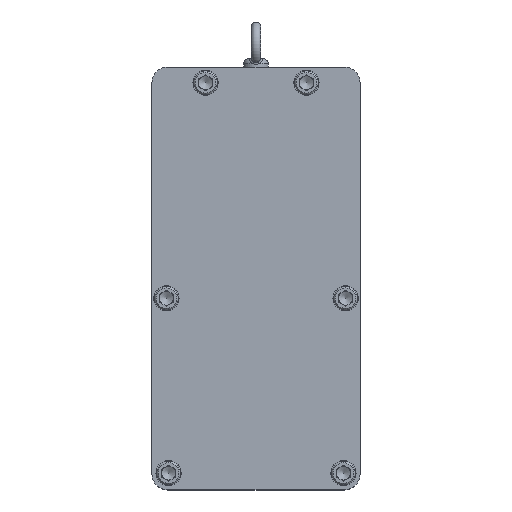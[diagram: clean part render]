
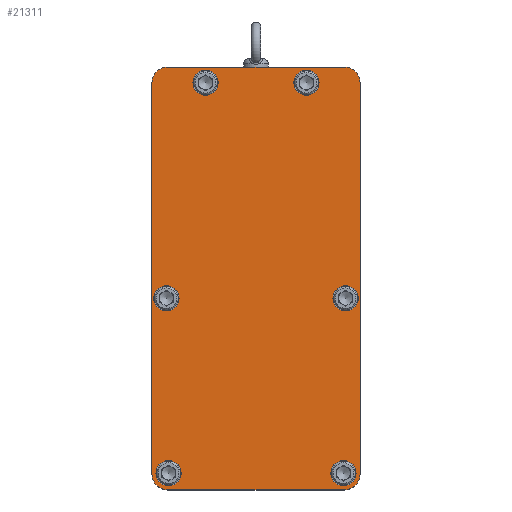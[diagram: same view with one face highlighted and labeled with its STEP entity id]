
A CAD part, top view. The second image highlights one B-rep face of the part: STEP entity #21311.
In plain terms, the highlighted planar face has unit normal (0, 0, 1).
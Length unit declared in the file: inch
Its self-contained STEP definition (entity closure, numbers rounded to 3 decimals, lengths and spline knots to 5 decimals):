
#24 = CARTESIAN_POINT ( 'NONE',  ( 4.125, -4.125, 12.0218 ) ) ;
#300 = DIRECTION ( 'NONE',  ( -1., 0., 0. ) ) ;
#319 = EDGE_CURVE ( 'NONE', #40196, #40196, #17461, .T. ) ;
#906 = DIRECTION ( 'NONE',  ( 0., -1., 0. ) ) ;
#944 = DIRECTION ( 'NONE',  ( 1., 0., 0. ) ) ;
#2041 = EDGE_CURVE ( 'NONE', #42870, #49470, #39404, .T. ) ;
#2491 = VERTEX_POINT ( 'NONE', #27828 ) ;
#2546 = CIRCLE ( 'NONE', #39492, 0.625 ) ;
#2558 = EDGE_LOOP ( 'NONE', ( #29775 ) ) ;
#2953 = AXIS2_PLACEMENT_3D ( 'NONE', #43644, #13904, #27145 ) ;
#3699 = DIRECTION ( 'NONE',  ( 0., 0., 1. ) ) ;
#3812 = VERTEX_POINT ( 'NONE', #17953 ) ;
#4857 = VECTOR ( 'NONE', #906, 39.37008 ) ;
#5054 = CARTESIAN_POINT ( 'NONE',  ( -4.125, 12.625, 12.0218 ) ) ;
#5164 = EDGE_CURVE ( 'NONE', #3812, #23987, #38567, .T. ) ;
#6674 = DIRECTION ( 'NONE',  ( 0., 0., -1. ) ) ;
#6677 = EDGE_CURVE ( 'NONE', #24078, #27618, #48685, .T. ) ;
#7504 = VERTEX_POINT ( 'NONE', #10851 ) ;
#8295 = DIRECTION ( 'NONE',  ( 1., 0., 0. ) ) ;
#8905 = EDGE_CURVE ( 'NONE', #23687, #23687, #42761, .T. ) ;
#9297 = EDGE_LOOP ( 'NONE', ( #41719 ) ) ;
#10029 = DIRECTION ( 'NONE',  ( -1., 0., 0. ) ) ;
#10111 = DIRECTION ( 'NONE',  ( 1., 0., 0. ) ) ;
#10288 = EDGE_LOOP ( 'NONE', ( #20377 ) ) ;
#10467 = ORIENTED_EDGE ( 'NONE', *, *, #44992, .T. ) ;
#10477 = CARTESIAN_POINT ( 'NONE',  ( 3.5, 12.625, 12.0218 ) ) ;
#10550 = CARTESIAN_POINT ( 'NONE',  ( -3.5, 12., 12.0218 ) ) ;
#10813 = FACE_BOUND ( 'NONE', #18750, .T. ) ;
#10851 = CARTESIAN_POINT ( 'NONE',  ( -4.125, 12., 12.0218 ) ) ;
#11072 = FACE_BOUND ( 'NONE', #9297, .T. ) ;
#11625 = CIRCLE ( 'NONE', #34510, 0.5 ) ;
#11690 = CIRCLE ( 'NONE', #34542, 0.625 ) ;
#12033 = EDGE_CURVE ( 'NONE', #39878, #27618, #33324, .T. ) ;
#12249 = ORIENTED_EDGE ( 'NONE', *, *, #49281, .T. ) ;
#12257 = ORIENTED_EDGE ( 'NONE', *, *, #2041, .F. ) ;
#12325 = AXIS2_PLACEMENT_3D ( 'NONE', #27985, #15010, #10111 ) ;
#12993 = DIRECTION ( 'NONE',  ( 0., 0., 1. ) ) ;
#13904 = DIRECTION ( 'NONE',  ( 0., 0., 1. ) ) ;
#14655 = CARTESIAN_POINT ( 'NONE',  ( -3.46482, -3.46482, 12.0218 ) ) ;
#15010 = DIRECTION ( 'NONE',  ( 0., 0., 1. ) ) ;
#15455 = FACE_BOUND ( 'NONE', #44221, .T. ) ;
#16596 = CARTESIAN_POINT ( 'NONE',  ( 3.55, 3.46482, 12.0218 ) ) ;
#17326 = DIRECTION ( 'NONE',  ( -1., 0., 0. ) ) ;
#17461 = CIRCLE ( 'NONE', #12325, 0.5 ) ;
#17953 = CARTESIAN_POINT ( 'NONE',  ( -3.5, 12.625, 12.0218 ) ) ;
#18349 = VECTOR ( 'NONE', #300, 39.37008 ) ;
#18393 = VERTEX_POINT ( 'NONE', #51980 ) ;
#18729 = CARTESIAN_POINT ( 'NONE',  ( -4.125, -3.5, 12.0218 ) ) ;
#18750 = EDGE_LOOP ( 'NONE', ( #28284 ) ) ;
#19881 = FACE_BOUND ( 'NONE', #2558, .T. ) ;
#20304 = CARTESIAN_POINT ( 'NONE',  ( 4.05, 3.46482, 12.0218 ) ) ;
#20377 = ORIENTED_EDGE ( 'NONE', *, *, #8905, .F. ) ;
#20652 = CARTESIAN_POINT ( 'NONE',  ( 4.125, -3.5, 12.0218 ) ) ;
#21234 = CARTESIAN_POINT ( 'NONE',  ( -3.5, -4.125, 12.0218 ) ) ;
#21271 = EDGE_CURVE ( 'NONE', #2491, #2491, #11625, .T. ) ;
#21311 = ADVANCED_FACE ( 'NONE', ( #19881, #44377, #10813, #11072, #36688, #15455, #23465 ), #32566, .F. ) ;
#22999 = ORIENTED_EDGE ( 'NONE', *, *, #5164, .F. ) ;
#23362 = CIRCLE ( 'NONE', #28658, 0.625 ) ;
#23465 = FACE_OUTER_BOUND ( 'NONE', #30801, .T. ) ;
#23516 = CARTESIAN_POINT ( 'NONE',  ( 4.125, 12., 12.0218 ) ) ;
#23687 = VERTEX_POINT ( 'NONE', #36358 ) ;
#23987 = VERTEX_POINT ( 'NONE', #10477 ) ;
#24068 = AXIS2_PLACEMENT_3D ( 'NONE', #38914, #30396, #944 ) ;
#24078 = VERTEX_POINT ( 'NONE', #18729 ) ;
#24303 = AXIS2_PLACEMENT_3D ( 'NONE', #54307, #3699, #45792 ) ;
#24576 = CARTESIAN_POINT ( 'NONE',  ( 0., 0., 12.0218 ) ) ;
#25188 = ORIENTED_EDGE ( 'NONE', *, *, #45387, .F. ) ;
#25623 = VECTOR ( 'NONE', #8295, 39.37008 ) ;
#25976 = LINE ( 'NONE', #5054, #43219 ) ;
#27145 = DIRECTION ( 'NONE',  ( 1., 0., 0. ) ) ;
#27373 = DIRECTION ( 'NONE',  ( 0., 0., 1. ) ) ;
#27618 = VERTEX_POINT ( 'NONE', #21234 ) ;
#27727 = DIRECTION ( 'NONE',  ( 0., 0., 1. ) ) ;
#27828 = CARTESIAN_POINT ( 'NONE',  ( -2.96482, -3.46482, 12.0218 ) ) ;
#27985 = CARTESIAN_POINT ( 'NONE',  ( -3.55, 3.46482, 12.0218 ) ) ;
#28284 = ORIENTED_EDGE ( 'NONE', *, *, #44129, .F. ) ;
#28501 = DIRECTION ( 'NONE',  ( 0., 0., 1. ) ) ;
#28658 = AXIS2_PLACEMENT_3D ( 'NONE', #10550, #27373, #10029 ) ;
#29775 = ORIENTED_EDGE ( 'NONE', *, *, #21271, .F. ) ;
#29928 = EDGE_CURVE ( 'NONE', #3812, #7504, #23362, .T. ) ;
#30296 = ORIENTED_EDGE ( 'NONE', *, *, #52586, .F. ) ;
#30396 = DIRECTION ( 'NONE',  ( 0., 0., 1. ) ) ;
#30801 = EDGE_LOOP ( 'NONE', ( #42173, #41990, #52340, #12249, #12257, #10467, #22999, #50515 ) ) ;
#31169 = CARTESIAN_POINT ( 'NONE',  ( 4.125, 12.625, 12.0218 ) ) ;
#31221 = DIRECTION ( 'NONE',  ( 1., 0., 0. ) ) ;
#31583 = CARTESIAN_POINT ( 'NONE',  ( -3.5, -3.5, 12.0218 ) ) ;
#32566 = PLANE ( 'NONE',  #43311 ) ;
#33324 = LINE ( 'NONE', #24, #18349 ) ;
#34101 = CARTESIAN_POINT ( 'NONE',  ( 3.5, 12., 12.0218 ) ) ;
#34385 = DIRECTION ( 'NONE',  ( 0., 0., 1. ) ) ;
#34510 = AXIS2_PLACEMENT_3D ( 'NONE', #14655, #51572, #31221 ) ;
#34542 = AXIS2_PLACEMENT_3D ( 'NONE', #34101, #34385, #41553 ) ;
#34822 = CARTESIAN_POINT ( 'NONE',  ( 3.5, -4.125, 12.0218 ) ) ;
#34934 = VERTEX_POINT ( 'NONE', #51703 ) ;
#35337 = DIRECTION ( 'NONE',  ( 0., 1., 0. ) ) ;
#36358 = CARTESIAN_POINT ( 'NONE',  ( 3.96482, -3.46482, 12.0218 ) ) ;
#36688 = FACE_BOUND ( 'NONE', #10288, .T. ) ;
#38567 = LINE ( 'NONE', #45991, #25623 ) ;
#38914 = CARTESIAN_POINT ( 'NONE',  ( 2., 12., 12.0218 ) ) ;
#39155 = CARTESIAN_POINT ( 'NONE',  ( 3.5, -3.5, 12.0218 ) ) ;
#39404 = LINE ( 'NONE', #31169, #4857 ) ;
#39492 = AXIS2_PLACEMENT_3D ( 'NONE', #39155, #12993, #46582 ) ;
#39878 = VERTEX_POINT ( 'NONE', #34822 ) ;
#40196 = VERTEX_POINT ( 'NONE', #43527 ) ;
#41553 = DIRECTION ( 'NONE',  ( -1., 0., 0. ) ) ;
#41719 = ORIENTED_EDGE ( 'NONE', *, *, #319, .F. ) ;
#41990 = ORIENTED_EDGE ( 'NONE', *, *, #6677, .T. ) ;
#42173 = ORIENTED_EDGE ( 'NONE', *, *, #52825, .F. ) ;
#42352 = CIRCLE ( 'NONE', #50230, 0.5 ) ;
#42526 = CIRCLE ( 'NONE', #24068, 0.5 ) ;
#42761 = CIRCLE ( 'NONE', #24303, 0.5 ) ;
#42870 = VERTEX_POINT ( 'NONE', #23516 ) ;
#43219 = VECTOR ( 'NONE', #35337, 39.37008 ) ;
#43311 = AXIS2_PLACEMENT_3D ( 'NONE', #24576, #6674, #44636 ) ;
#43527 = CARTESIAN_POINT ( 'NONE',  ( -3.05, 3.46482, 12.0218 ) ) ;
#43644 = CARTESIAN_POINT ( 'NONE',  ( -2., 12., 12.0218 ) ) ;
#44129 = EDGE_CURVE ( 'NONE', #18393, #18393, #42526, .T. ) ;
#44221 = EDGE_LOOP ( 'NONE', ( #30296 ) ) ;
#44377 = FACE_BOUND ( 'NONE', #44815, .T. ) ;
#44636 = DIRECTION ( 'NONE',  ( -1., 0., 0. ) ) ;
#44815 = EDGE_LOOP ( 'NONE', ( #25188 ) ) ;
#44992 = EDGE_CURVE ( 'NONE', #42870, #23987, #11690, .T. ) ;
#45189 = AXIS2_PLACEMENT_3D ( 'NONE', #31583, #27727, #17326 ) ;
#45321 = VERTEX_POINT ( 'NONE', #20304 ) ;
#45387 = EDGE_CURVE ( 'NONE', #34934, #34934, #47776, .T. ) ;
#45792 = DIRECTION ( 'NONE',  ( 1., 0., 0. ) ) ;
#45991 = CARTESIAN_POINT ( 'NONE',  ( 4.125, 12.625, 12.0218 ) ) ;
#46582 = DIRECTION ( 'NONE',  ( -1., 0., 0. ) ) ;
#47776 = CIRCLE ( 'NONE', #2953, 0.5 ) ;
#48685 = CIRCLE ( 'NONE', #45189, 0.625 ) ;
#49281 = EDGE_CURVE ( 'NONE', #39878, #49470, #2546, .T. ) ;
#49470 = VERTEX_POINT ( 'NONE', #20652 ) ;
#50191 = DIRECTION ( 'NONE',  ( 1., 0., 0. ) ) ;
#50230 = AXIS2_PLACEMENT_3D ( 'NONE', #16596, #28501, #50191 ) ;
#50515 = ORIENTED_EDGE ( 'NONE', *, *, #29928, .T. ) ;
#51572 = DIRECTION ( 'NONE',  ( 0., 0., 1. ) ) ;
#51703 = CARTESIAN_POINT ( 'NONE',  ( -1.5, 12., 12.0218 ) ) ;
#51980 = CARTESIAN_POINT ( 'NONE',  ( 2.5, 12., 12.0218 ) ) ;
#52340 = ORIENTED_EDGE ( 'NONE', *, *, #12033, .F. ) ;
#52586 = EDGE_CURVE ( 'NONE', #45321, #45321, #42352, .T. ) ;
#52825 = EDGE_CURVE ( 'NONE', #24078, #7504, #25976, .T. ) ;
#54307 = CARTESIAN_POINT ( 'NONE',  ( 3.46482, -3.46482, 12.0218 ) ) ;
